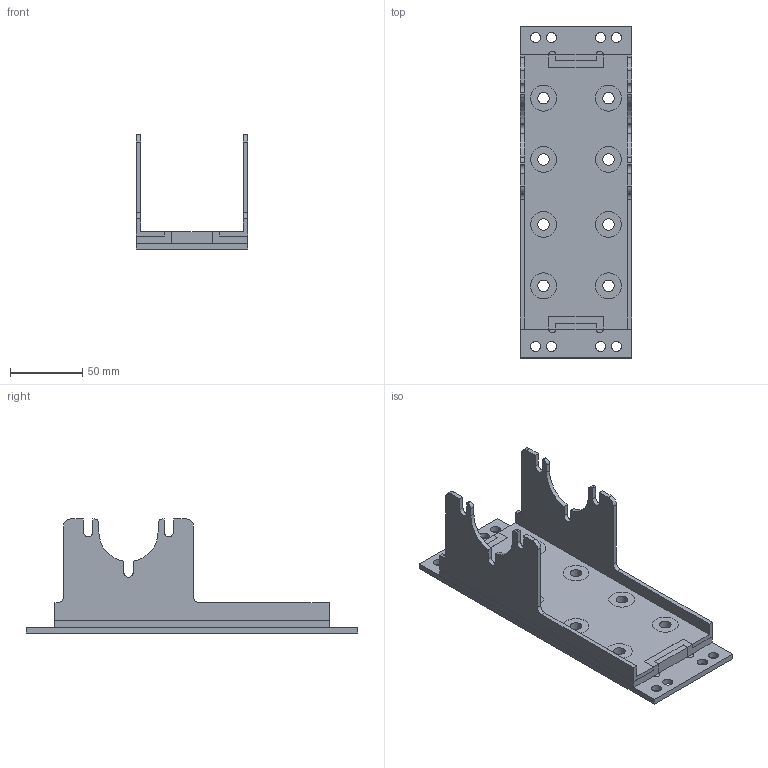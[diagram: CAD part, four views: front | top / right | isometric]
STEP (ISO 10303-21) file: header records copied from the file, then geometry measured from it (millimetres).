
FILE_DESCRIPTION( ( 'Unknown' ), '1' );
FILE_NAME( 'A2B00061896A_01_v.stp', 'Unknown', ( 'Unknown' ), ( 'Unknown' ), 'PSStep 14.0', 'Unknown', ' ' );
FILE_SCHEMA( ( 'AUTOMOTIVE_DESIGN { 1 0 10303 214 1 1 1 1 }' ) );
Length unit declared in the file: millimetre
Products named in the file (1): A5E31821373A_001
Bounding box: 77 x 230 x 79 mm (x, y, z)
Volume: 215822.7 mm3; surface area: 67951.5 mm2
Topology: 1 solids, 1 shells, 173 faces, 492 edges, 332 vertices
Faces by surface type: plane 115, cylinder 58
Full cylindrical faces by diameter (mm): 7 x8, 8 x8, 8.01 x8, 18 x8
Entity records: 6830 total; most frequent: CARTESIAN_POINT 934, DIRECTION 924, ORIENTED_EDGE 888, EDGE_CURVE 444, VERTEX_POINT 316, LINE 312, VECTOR 312, AXIS2_PLACEMENT_3D 306
